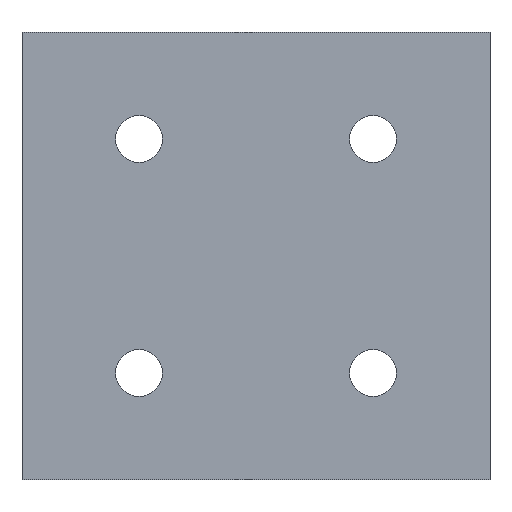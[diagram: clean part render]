
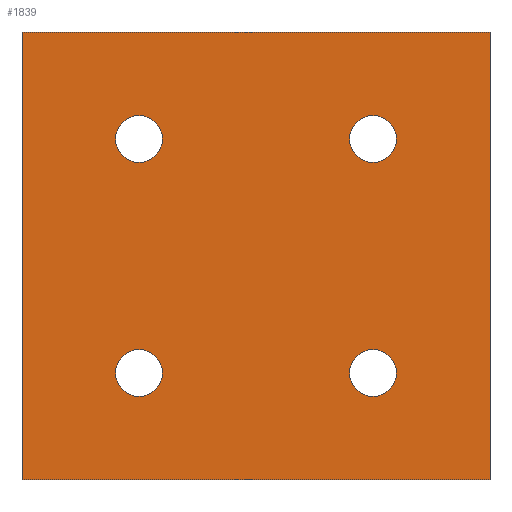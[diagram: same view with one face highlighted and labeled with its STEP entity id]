
A CAD part, left-side view. The second image highlights one B-rep face of the part: STEP entity #1839.
In plain terms, the highlighted planar face has unit normal (-1, 0, 0).
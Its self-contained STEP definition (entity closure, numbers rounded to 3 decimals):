
#45 = VERTEX_POINT ( 'NONE', #1038 ) ;
#46 = DIRECTION ( 'NONE',  ( 0., 0., 1. ) ) ;
#47 = DIRECTION ( 'NONE',  ( 0., 0., 1. ) ) ;
#51 = DIRECTION ( 'NONE',  ( 0., 0., 1. ) ) ;
#53 = ORIENTED_EDGE ( 'NONE', *, *, #2526, .F. ) ;
#78 = EDGE_CURVE ( 'NONE', #1449, #111, #2012, .T. ) ;
#91 = EDGE_CURVE ( 'NONE', #2219, #1512, #1757, .T. ) ;
#111 = VERTEX_POINT ( 'NONE', #816 ) ;
#147 = CIRCLE ( 'NONE', #930, 4.5 ) ;
#203 = CIRCLE ( 'NONE', #1659, 4.5 ) ;
#239 = FACE_BOUND ( 'NONE', #1483, .T. ) ;
#264 = DIRECTION ( 'NONE',  ( -1., 0., 0. ) ) ;
#269 = LINE ( 'NONE', #872, #1425 ) ;
#326 = CARTESIAN_POINT ( 'NONE',  ( -6., 16.5, 27. ) ) ;
#352 = EDGE_CURVE ( 'NONE', #2165, #2430, #147, .T. ) ;
#371 = AXIS2_PLACEMENT_3D ( 'NONE', #1466, #2439, #46 ) ;
#394 = DIRECTION ( 'NONE',  ( 0., 0., 1. ) ) ;
#412 = DIRECTION ( 'NONE',  ( -1., 0., 0. ) ) ;
#430 = PLANE ( 'NONE',  #1826 ) ;
#442 = EDGE_LOOP ( 'NONE', ( #548, #2187 ) ) ;
#470 = AXIS2_PLACEMENT_3D ( 'NONE', #1879, #2020, #47 ) ;
#484 = CARTESIAN_POINT ( 'NONE',  ( -6., -6., -43. ) ) ;
#500 = CIRCLE ( 'NONE', #371, 4.5 ) ;
#501 = EDGE_CURVE ( 'NONE', #1342, #2173, #1168, .T. ) ;
#525 = CARTESIAN_POINT ( 'NONE',  ( -6., 61.5, -22.5 ) ) ;
#528 = CARTESIAN_POINT ( 'NONE',  ( -6., 61.5, -18. ) ) ;
#548 = ORIENTED_EDGE ( 'NONE', *, *, #1400, .F. ) ;
#570 = CARTESIAN_POINT ( 'NONE',  ( -6., 16.5, -22.5 ) ) ;
#597 = DIRECTION ( 'NONE',  ( -1., 0., 0. ) ) ;
#632 = LINE ( 'NONE', #484, #2041 ) ;
#695 = EDGE_LOOP ( 'NONE', ( #53, #1692 ) ) ;
#697 = DIRECTION ( 'NONE',  ( 0., 0., 1. ) ) ;
#728 = LINE ( 'NONE', #1297, #1412 ) ;
#764 = AXIS2_PLACEMENT_3D ( 'NONE', #1178, #1813, #1983 ) ;
#816 = CARTESIAN_POINT ( 'NONE',  ( -6., 61.5, 27. ) ) ;
#872 = CARTESIAN_POINT ( 'NONE',  ( -6., 84., -43. ) ) ;
#900 = CARTESIAN_POINT ( 'NONE',  ( -6., 16.5, -18. ) ) ;
#930 = AXIS2_PLACEMENT_3D ( 'NONE', #525, #2113, #1894 ) ;
#1012 = EDGE_CURVE ( 'NONE', #1512, #2219, #203, .T. ) ;
#1019 = FACE_BOUND ( 'NONE', #2153, .T. ) ;
#1036 = CARTESIAN_POINT ( 'NONE',  ( -6., 61.5, 18. ) ) ;
#1038 = CARTESIAN_POINT ( 'NONE',  ( -6., 84., -43. ) ) ;
#1075 = ORIENTED_EDGE ( 'NONE', *, *, #91, .F. ) ;
#1164 = DIRECTION ( 'NONE',  ( -1., 0., 0. ) ) ;
#1168 = LINE ( 'NONE', #2366, #2212 ) ;
#1178 = CARTESIAN_POINT ( 'NONE',  ( -6., 16.5, -22.5 ) ) ;
#1204 = DIRECTION ( 'NONE',  ( 0., 0., 1. ) ) ;
#1213 = CARTESIAN_POINT ( 'NONE',  ( -6., -6., -43. ) ) ;
#1283 = CARTESIAN_POINT ( 'NONE',  ( -6., -6., 43. ) ) ;
#1289 = CIRCLE ( 'NONE', #470, 4.5 ) ;
#1297 = CARTESIAN_POINT ( 'NONE',  ( -6., -6., 43. ) ) ;
#1328 = CIRCLE ( 'NONE', #1708, 4.5 ) ;
#1342 = VERTEX_POINT ( 'NONE', #1467 ) ;
#1390 = ORIENTED_EDGE ( 'NONE', *, *, #2260, .F. ) ;
#1400 = EDGE_CURVE ( 'NONE', #111, #1449, #1289, .T. ) ;
#1401 = EDGE_CURVE ( 'NONE', #45, #1545, #269, .T. ) ;
#1412 = VECTOR ( 'NONE', #2303, 1000. ) ;
#1425 = VECTOR ( 'NONE', #697, 1000. ) ;
#1449 = VERTEX_POINT ( 'NONE', #1036 ) ;
#1466 = CARTESIAN_POINT ( 'NONE',  ( -6., 16.5, 22.5 ) ) ;
#1467 = CARTESIAN_POINT ( 'NONE',  ( -6., -6., -43. ) ) ;
#1483 = EDGE_LOOP ( 'NONE', ( #1753, #2256 ) ) ;
#1512 = VERTEX_POINT ( 'NONE', #900 ) ;
#1528 = VERTEX_POINT ( 'NONE', #326 ) ;
#1545 = VERTEX_POINT ( 'NONE', #2284 ) ;
#1611 = CARTESIAN_POINT ( 'NONE',  ( -6., 16.5, 22.5 ) ) ;
#1627 = FACE_BOUND ( 'NONE', #695, .T. ) ;
#1646 = ORIENTED_EDGE ( 'NONE', *, *, #1401, .F. ) ;
#1659 = AXIS2_PLACEMENT_3D ( 'NONE', #570, #1164, #394 ) ;
#1666 = CARTESIAN_POINT ( 'NONE',  ( -6., 61.5, -27. ) ) ;
#1692 = ORIENTED_EDGE ( 'NONE', *, *, #2077, .F. ) ;
#1708 = AXIS2_PLACEMENT_3D ( 'NONE', #1611, #264, #2252 ) ;
#1753 = ORIENTED_EDGE ( 'NONE', *, *, #352, .F. ) ;
#1757 = CIRCLE ( 'NONE', #764, 4.5 ) ;
#1813 = DIRECTION ( 'NONE',  ( -1., 0., 0. ) ) ;
#1817 = FACE_BOUND ( 'NONE', #442, .T. ) ;
#1826 = AXIS2_PLACEMENT_3D ( 'NONE', #1213, #2016, #2098 ) ;
#1839 = ADVANCED_FACE ( 'NONE', ( #1627, #239, #1019, #1817, #2205 ), #430, .T. ) ;
#1861 = ORIENTED_EDGE ( 'NONE', *, *, #501, .T. ) ;
#1879 = CARTESIAN_POINT ( 'NONE',  ( -6., 61.5, 22.5 ) ) ;
#1894 = DIRECTION ( 'NONE',  ( 0., 0., 1. ) ) ;
#1942 = ORIENTED_EDGE ( 'NONE', *, *, #1012, .F. ) ;
#1975 = CARTESIAN_POINT ( 'NONE',  ( -6., 16.5, 18. ) ) ;
#1983 = DIRECTION ( 'NONE',  ( 0., 0., 1. ) ) ;
#1986 = EDGE_CURVE ( 'NONE', #2430, #2165, #2035, .T. ) ;
#2012 = CIRCLE ( 'NONE', #2463, 4.5 ) ;
#2016 = DIRECTION ( 'NONE',  ( -1., 0., 0. ) ) ;
#2020 = DIRECTION ( 'NONE',  ( -1., 0., 0. ) ) ;
#2026 = DIRECTION ( 'NONE',  ( 0., -1., 0. ) ) ;
#2035 = CIRCLE ( 'NONE', #2354, 4.5 ) ;
#2041 = VECTOR ( 'NONE', #2026, 1000. ) ;
#2077 = EDGE_CURVE ( 'NONE', #2305, #1528, #500, .T. ) ;
#2090 = EDGE_LOOP ( 'NONE', ( #1861, #1390, #1646, #2292 ) ) ;
#2098 = DIRECTION ( 'NONE',  ( 0., 1., 0. ) ) ;
#2113 = DIRECTION ( 'NONE',  ( -1., 0., 0. ) ) ;
#2134 = DIRECTION ( 'NONE',  ( 0., 0., 1. ) ) ;
#2153 = EDGE_LOOP ( 'NONE', ( #1942, #1075 ) ) ;
#2165 = VERTEX_POINT ( 'NONE', #528 ) ;
#2173 = VERTEX_POINT ( 'NONE', #1283 ) ;
#2187 = ORIENTED_EDGE ( 'NONE', *, *, #78, .F. ) ;
#2205 = FACE_OUTER_BOUND ( 'NONE', #2090, .T. ) ;
#2212 = VECTOR ( 'NONE', #2134, 1000. ) ;
#2215 = CARTESIAN_POINT ( 'NONE',  ( -6., 61.5, 22.5 ) ) ;
#2219 = VERTEX_POINT ( 'NONE', #2468 ) ;
#2252 = DIRECTION ( 'NONE',  ( 0., 0., 1. ) ) ;
#2256 = ORIENTED_EDGE ( 'NONE', *, *, #1986, .F. ) ;
#2260 = EDGE_CURVE ( 'NONE', #1545, #2173, #728, .T. ) ;
#2284 = CARTESIAN_POINT ( 'NONE',  ( -6., 84., 43. ) ) ;
#2292 = ORIENTED_EDGE ( 'NONE', *, *, #2461, .T. ) ;
#2303 = DIRECTION ( 'NONE',  ( 0., -1., 0. ) ) ;
#2305 = VERTEX_POINT ( 'NONE', #1975 ) ;
#2354 = AXIS2_PLACEMENT_3D ( 'NONE', #2373, #597, #1204 ) ;
#2366 = CARTESIAN_POINT ( 'NONE',  ( -6., -6., -43. ) ) ;
#2373 = CARTESIAN_POINT ( 'NONE',  ( -6., 61.5, -22.5 ) ) ;
#2430 = VERTEX_POINT ( 'NONE', #1666 ) ;
#2439 = DIRECTION ( 'NONE',  ( -1., 0., 0. ) ) ;
#2461 = EDGE_CURVE ( 'NONE', #45, #1342, #632, .T. ) ;
#2463 = AXIS2_PLACEMENT_3D ( 'NONE', #2215, #412, #51 ) ;
#2468 = CARTESIAN_POINT ( 'NONE',  ( -6., 16.5, -27. ) ) ;
#2526 = EDGE_CURVE ( 'NONE', #1528, #2305, #1328, .T. ) ;
